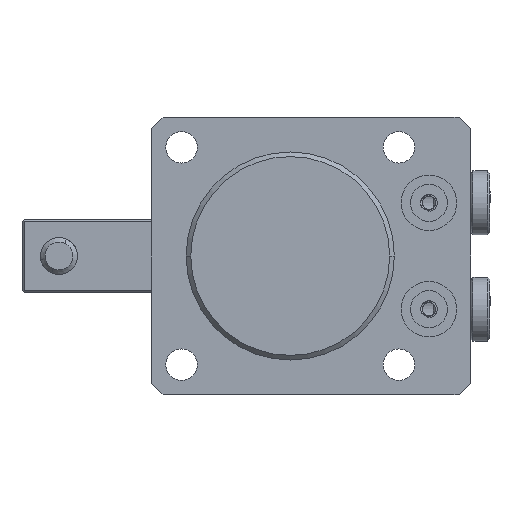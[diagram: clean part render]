
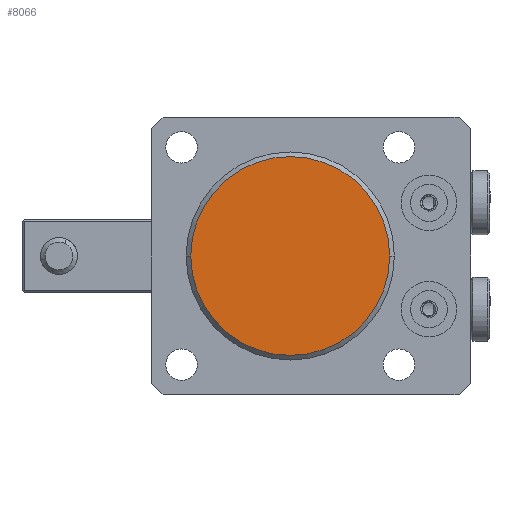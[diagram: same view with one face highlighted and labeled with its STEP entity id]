
A CAD part, front view. The second image highlights one B-rep face of the part: STEP entity #8066.
In plain terms, the highlighted planar face has unit normal (0, -1, 0).
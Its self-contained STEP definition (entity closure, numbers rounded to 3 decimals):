
#1273 = CIRCLE ( 'NONE', #22622, 21.5 ) ;
#2185 = VERTEX_POINT ( 'NONE', #14203 ) ;
#3388 = CARTESIAN_POINT ( 'NONE',  ( 290.73, 44.171, 0. ) ) ;
#4598 = EDGE_CURVE ( 'NONE', #2185, #18917, #19251, .T. ) ;
#5134 = ORIENTED_EDGE ( 'NONE', *, *, #4598, .T. ) ;
#5247 = DIRECTION ( 'NONE',  ( 1., 0., 0. ) ) ;
#8066 = ADVANCED_FACE ( 'NONE', ( #22901 ), #21223, .T. ) ;
#8141 = CARTESIAN_POINT ( 'NONE',  ( 290.73, 44.171, 0. ) ) ;
#8413 = DIRECTION ( 'NONE',  ( 0., -1., 0. ) ) ;
#9773 = EDGE_CURVE ( 'NONE', #18917, #2185, #1273, .T. ) ;
#9979 = DIRECTION ( 'NONE',  ( 1., 0., 0. ) ) ;
#10281 = AXIS2_PLACEMENT_3D ( 'NONE', #23108, #8413, #13958 ) ;
#13958 = DIRECTION ( 'NONE',  ( 1., 0., 0. ) ) ;
#14203 = CARTESIAN_POINT ( 'NONE',  ( 312.23, 44.171, 0. ) ) ;
#16239 = DIRECTION ( 'NONE',  ( 0., -1., 0. ) ) ;
#17365 = EDGE_LOOP ( 'NONE', ( #5134, #22667 ) ) ;
#18917 = VERTEX_POINT ( 'NONE', #23661 ) ;
#19251 = CIRCLE ( 'NONE', #23604, 21.5 ) ;
#20950 = DIRECTION ( 'NONE',  ( 0., -1., 0. ) ) ;
#21223 = PLANE ( 'NONE',  #10281 ) ;
#22622 = AXIS2_PLACEMENT_3D ( 'NONE', #3388, #16239, #5247 ) ;
#22667 = ORIENTED_EDGE ( 'NONE', *, *, #9773, .T. ) ;
#22901 = FACE_OUTER_BOUND ( 'NONE', #17365, .T. ) ;
#23108 = CARTESIAN_POINT ( 'NONE',  ( 290.73, 44.171, 0. ) ) ;
#23604 = AXIS2_PLACEMENT_3D ( 'NONE', #8141, #20950, #9979 ) ;
#23661 = CARTESIAN_POINT ( 'NONE',  ( 269.23, 44.171, 0. ) ) ;
